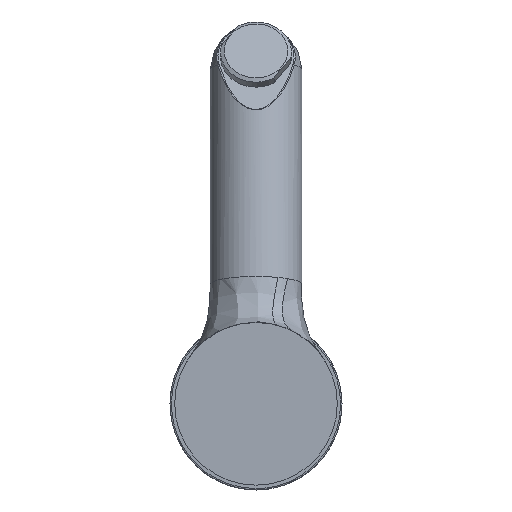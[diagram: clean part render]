
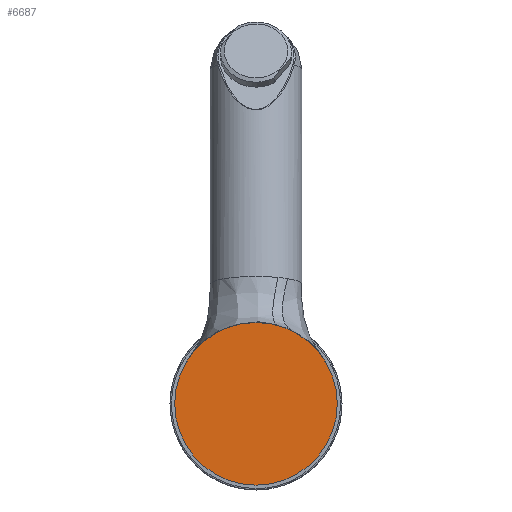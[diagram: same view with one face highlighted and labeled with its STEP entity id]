
A CAD part, front view. The second image highlights one B-rep face of the part: STEP entity #6687.
In plain terms, the highlighted planar face has unit normal (0, -1, 0).
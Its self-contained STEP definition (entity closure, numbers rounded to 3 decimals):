
#35 = DIRECTION ( 'NONE',  ( 0., 0., 1. ) ) ;
#184 = DIRECTION ( 'NONE',  ( 0., 0., 1. ) ) ;
#2183 = CARTESIAN_POINT ( 'NONE',  ( 0., 0., 0. ) ) ;
#2372 = EDGE_LOOP ( 'NONE', ( #4483 ) ) ;
#2635 = VERTEX_POINT ( 'NONE', #4995 ) ;
#3225 = DIRECTION ( 'NONE',  ( 0., 1., 0. ) ) ;
#3372 = DIRECTION ( 'NONE',  ( 0., 1., 0. ) ) ;
#3658 = AXIS2_PLACEMENT_3D ( 'NONE', #6537, #3372, #184 ) ;
#3841 = FACE_OUTER_BOUND ( 'NONE', #2372, .T. ) ;
#4230 = AXIS2_PLACEMENT_3D ( 'NONE', #2183, #3225, #35 ) ;
#4400 = EDGE_CURVE ( 'NONE', #2635, #2635, #6074, .T. ) ;
#4483 = ORIENTED_EDGE ( 'NONE', *, *, #4400, .F. ) ;
#4995 = CARTESIAN_POINT ( 'NONE',  ( 0., 0., 27.5 ) ) ;
#5324 = PLANE ( 'NONE',  #4230 ) ;
#6074 = CIRCLE ( 'NONE', #3658, 27.5 ) ;
#6537 = CARTESIAN_POINT ( 'NONE',  ( 0., 0., 0. ) ) ;
#6687 = ADVANCED_FACE ( 'NONE', ( #3841 ), #5324, .F. ) ;
